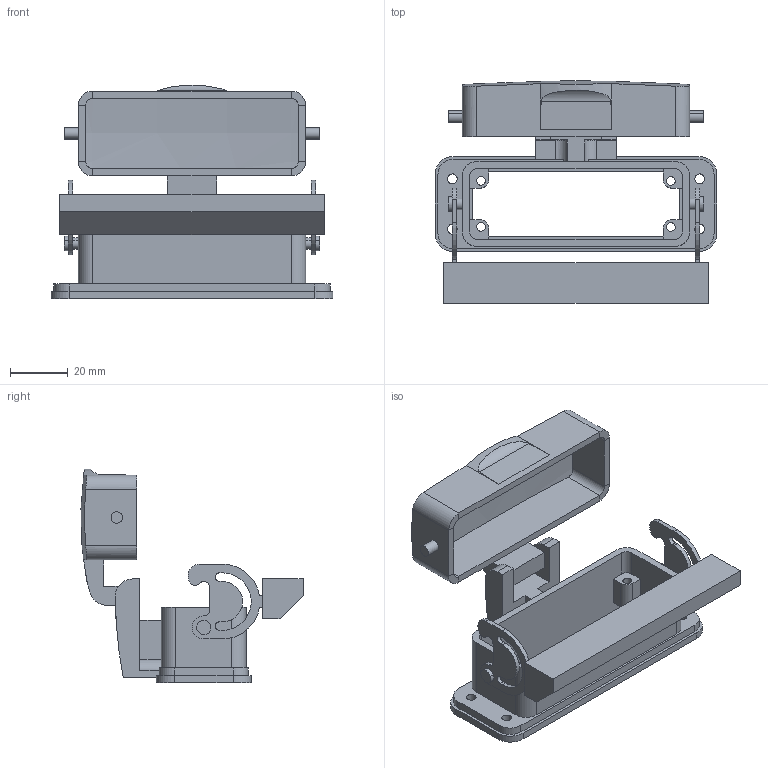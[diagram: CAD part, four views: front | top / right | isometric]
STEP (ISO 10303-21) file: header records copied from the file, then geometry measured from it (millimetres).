
FILE_DESCRIPTION(('CATIA V5 STEP Exchange','CAx-IF Rec.Pracs.--- Model Styling and Organization---1.5--- 2016-08-15','CAx-IF Rec.Pracs.---Supplemental Geometry---1.0---2011-11-01','CAx-IF Rec.Pracs.--- Composite Materials ---1.1---2010-07-15'),'2;1');
FILE_NAME ('018370-3_3', '2025-03-27T06:50:22+00:00', ('none'), ('Weidmueller'), 'CATIA Version 5-6 Release 2022 SP4 HF5', 'CATIA V5 STEP AP214 v3', 'none');
FILE_SCHEMA(('AUTOMOTIVE_DESIGN { 1 0 10303 214 1 1 1 1 }'));
Length unit declared in the file: millimetre
Products named in the file (1): 1664940000
Bounding box: 98 x 77.2 x 74.31 mm (x, y, z)
Volume: 58227.2 mm3; surface area: 37218.8 mm2
Topology: 1 solids, 1 shells, 226 faces, 619 edges, 410 vertices
Faces by surface type: plane 115, cylinder 106, torus 3, revolution 2
Entity records: 6859 total; most frequent: CARTESIAN_POINT 1351, ORIENTED_EDGE 1238, DIRECTION 894, EDGE_CURVE 619, VERTEX_POINT 410, VECTOR 377, LINE 377, AXIS2_PLACEMENT_3D 365
